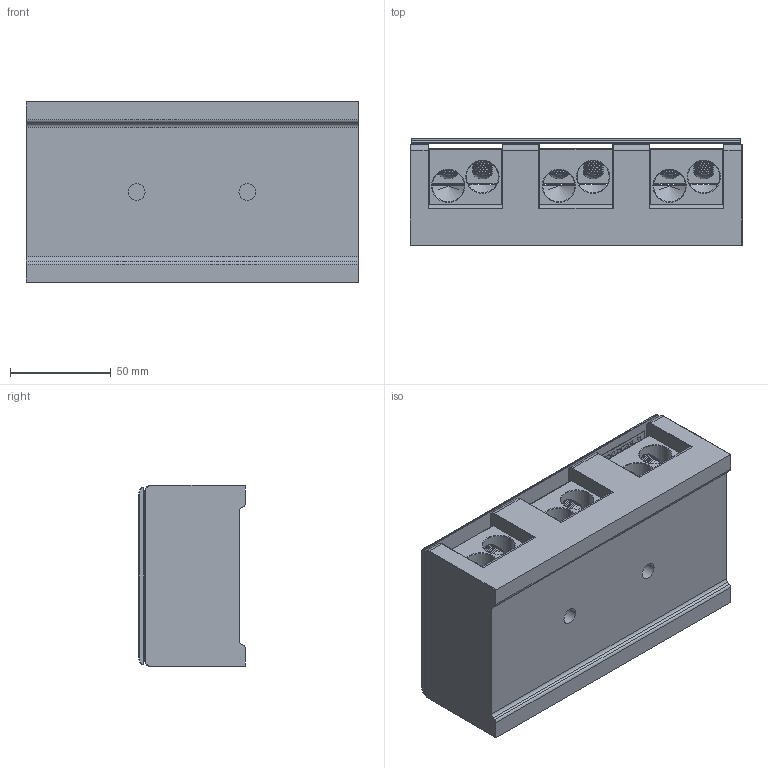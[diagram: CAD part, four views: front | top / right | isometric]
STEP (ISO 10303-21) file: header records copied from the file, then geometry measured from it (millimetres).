
FILE_DESCRIPTION((''),'2;1');
FILE_NAME('5YB574889_SW0001','2021-11-20T',('Administrator'),(''),'PRO/ENGINEER BY PARAMETRIC TECHNOLOGY CORPORATION, 2013230','PRO/ENGINEER BY PARAMETRIC TECHNOLOGY CORPORATION, 2013230','');
FILE_SCHEMA(('CONFIG_CONTROL_DESIGN'));
Products named in the file (1): 5YB574889_SW0001
Bounding box: 165 x 53 x 90 mm (x, y, z)
Volume: 551352.4 mm3; surface area: 140942.3 mm2
Topology: 1 solids, 1 shells, 2080 faces, 5943 edges, 3855 vertices
Faces by surface type: plane 1235, cylinder 446, bspline 255, cone 84, torus 36, sphere 24
Entity records: 153952 total; most frequent: CARTESIAN_POINT 88282, ORIENTED_EDGE 11790, DIRECTION 8670, EDGE_CURVE 5895, VECTOR 3904, LINE 3904, VERTEX_POINT 3855, AXIS2_PLACEMENT_3D 2383
